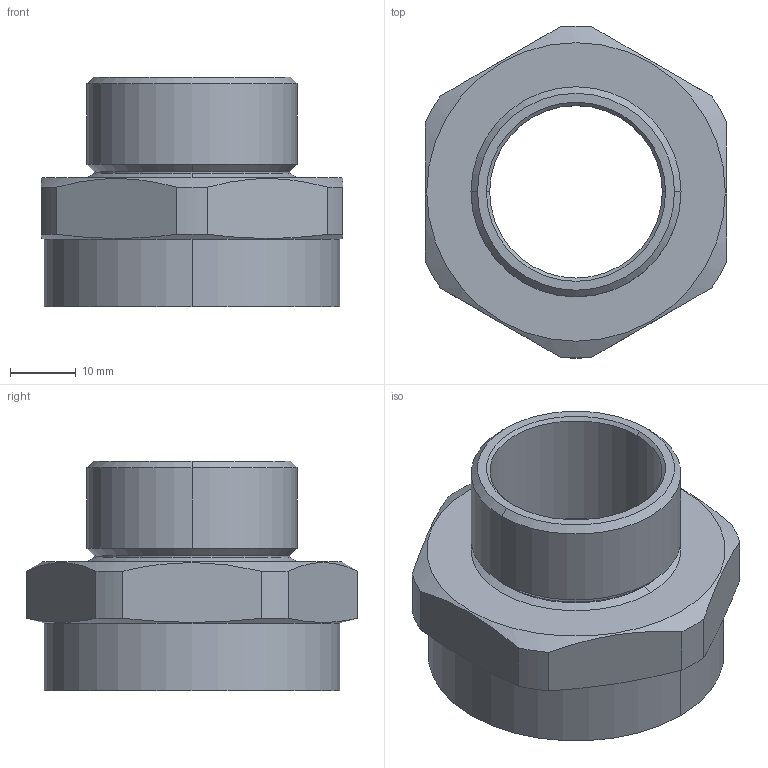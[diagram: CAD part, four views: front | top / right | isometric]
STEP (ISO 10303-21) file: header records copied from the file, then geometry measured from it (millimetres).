
FILE_DESCRIPTION (( 'STEP AP203' ), '1' );
FILE_NAME ('737DM4M5.STEP', '2016-09-27T14:22:26', ( '' ), ( '' ), 'SwSTEP 2.0', 'SolidWorks 2014', '' );
FILE_SCHEMA (( 'CONFIG_CONTROL_DESIGN' ));
Length unit declared in the file: millimetre
Products named in the file (1): 737DM4M5
Bounding box: 46 x 50.58 x 35 mm (x, y, z)
Volume: 16389.7 mm3; surface area: 10479 mm2
Topology: 1 solids, 1 shells, 44 faces, 106 edges, 66 vertices
Faces by surface type: cylinder 18, cone 16, plane 10
Entity records: 1453 total; most frequent: CARTESIAN_POINT 333, DIRECTION 230, ORIENTED_EDGE 212, EDGE_CURVE 106, AXIS2_PLACEMENT_3D 95, VERTEX_POINT 66, CIRCLE 50, EDGE_LOOP 48
